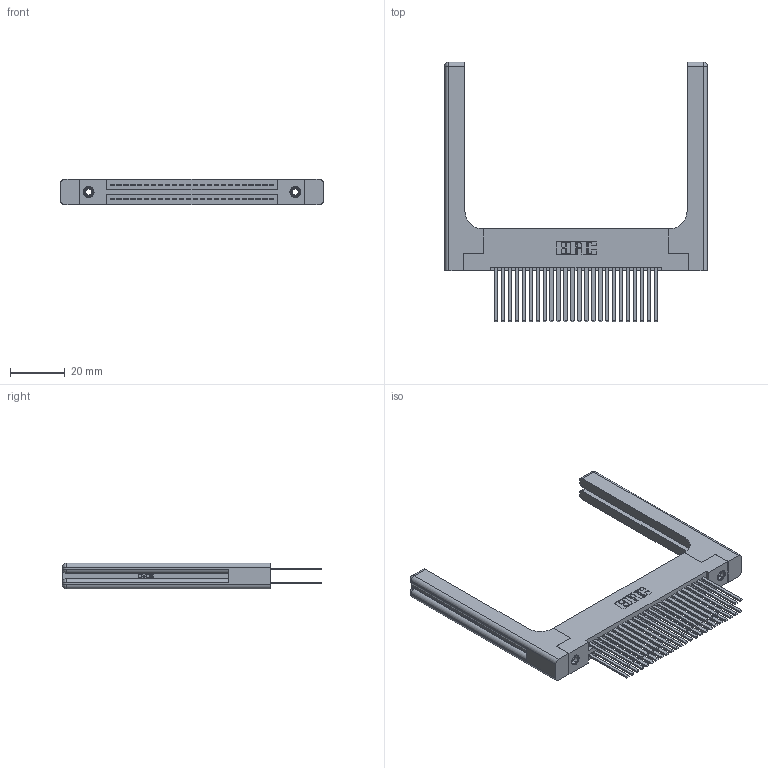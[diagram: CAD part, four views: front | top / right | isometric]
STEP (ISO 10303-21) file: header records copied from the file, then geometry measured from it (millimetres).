
FILE_DESCRIPTION (( 'STEP AP203' ), '1' );
FILE_NAME ('395-048-544-258.STEP', '2019-10-19T05:57:29', ( '' ), ( '' ), 'SwSTEP 2.0', 'SolidWorks 2016', '' );
FILE_SCHEMA (( 'CONFIG_CONTROL_DESIGN' ));
Length unit declared in the file: inch
Products named in the file (5): 345 Part_Flush Mounting Lugs - 0.156 Dia-TH; 345-292-001_345-293-144; 345-250-001_345-250-001-102; 345-220-058_345-220-058; 395-048-544-258
Assembly tree (53 placements, depth 2):
  395-048-544-258
    345 Part_Flush Mounting Lugs - 0.156 Dia-TH
    345-292-001_345-293-144  x48
    345-250-001_345-250-001-102  x2
    345-220-058_345-220-058  x2
Bounding box: 95.99 x 94.92 x 9.4 mm (x, y, z)
Volume: 18305.1 mm3; surface area: 21212.8 mm2
Topology: 53 solids, 53 shells, 2494 faces, 7295 edges, 4778 vertices
Faces by surface type: plane 1620, cylinder 814, bspline 36, cone 12, sphere 8, torus 4
Entity records: 26252 total; most frequent: CARTESIAN_POINT 5409, ORIENTED_EDGE 4140, DIRECTION 3722, EDGE_CURVE 2070, LINE 1754, VECTOR 1754, VERTEX_POINT 1370, AXIS2_PLACEMENT_3D 984
